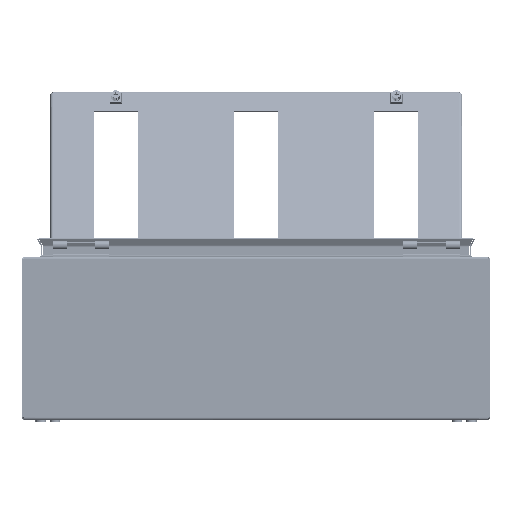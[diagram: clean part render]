
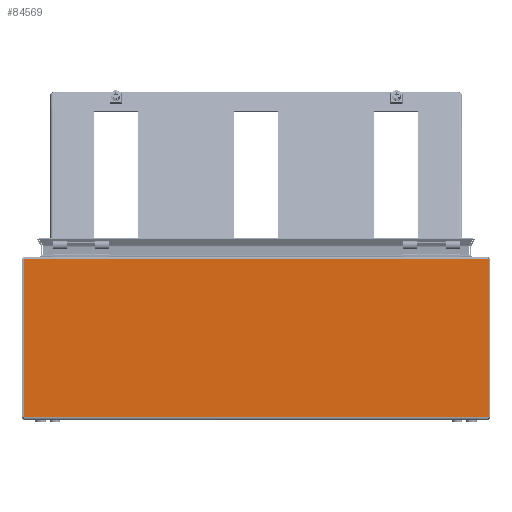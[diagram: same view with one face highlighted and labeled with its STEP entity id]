
A CAD part, front view. The second image highlights one B-rep face of the part: STEP entity #84569.
In plain terms, the highlighted planar face has unit normal (0, -1, 0).
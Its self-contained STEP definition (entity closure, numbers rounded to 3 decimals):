
#12677 = CARTESIAN_POINT ( 'NONE',  ( -248.5, -150., 172. ) ) ;
#12690 = FACE_OUTER_BOUND ( 'NONE', #32221, .T. ) ;
#12692 = PLANE ( 'NONE',  #136573 ) ;
#12695 = DIRECTION ( 'NONE',  ( 0., 1., 0. ) ) ;
#12696 = DIRECTION ( 'NONE',  ( 0., 0., 1. ) ) ;
#32221 = EDGE_LOOP ( 'NONE', ( #120640, #120641, #120643, #120644 ) ) ;
#40894 = VERTEX_POINT ( 'NONE', #126840 ) ;
#44281 = VERTEX_POINT ( 'NONE', #127167 ) ;
#44283 = VERTEX_POINT ( 'NONE', #127171 ) ;
#44287 = VERTEX_POINT ( 'NONE', #126091 ) ;
#84569 = ADVANCED_FACE ( 'NONE', ( #12690 ), #12692, .F. ) ;
#85275 = EDGE_CURVE ( 'NONE', #44281, #44283, #134401, .T. ) ;
#85278 = EDGE_CURVE ( 'NONE', #44287, #40894, #134400, .T. ) ;
#85280 = EDGE_CURVE ( 'NONE', #44283, #40894, #134403, .T. ) ;
#85283 = EDGE_CURVE ( 'NONE', #44281, #44287, #134407, .T. ) ;
#90002 = VECTOR ( 'NONE', #129590, 1000. ) ;
#90003 = VECTOR ( 'NONE', #129583, 1000. ) ;
#90004 = VECTOR ( 'NONE', #129581, 1000. ) ;
#90005 = VECTOR ( 'NONE', #134408, 1000. ) ;
#120640 = ORIENTED_EDGE ( 'NONE', *, *, #85280, .T. ) ;
#120641 = ORIENTED_EDGE ( 'NONE', *, *, #85278, .F. ) ;
#120643 = ORIENTED_EDGE ( 'NONE', *, *, #85283, .F. ) ;
#120644 = ORIENTED_EDGE ( 'NONE', *, *, #85275, .T. ) ;
#126091 = CARTESIAN_POINT ( 'NONE',  ( -248.4, -150., 1.5 ) ) ;
#126840 = CARTESIAN_POINT ( 'NONE',  ( -248.4, -150., 170.5 ) ) ;
#127167 = CARTESIAN_POINT ( 'NONE',  ( 248.4, -150., 1.5 ) ) ;
#127171 = CARTESIAN_POINT ( 'NONE',  ( 248.4, -150., 170.5 ) ) ;
#129581 = DIRECTION ( 'NONE',  ( 0., 0., 1. ) ) ;
#129582 = CARTESIAN_POINT ( 'NONE',  ( 247.793, -150., 170.5 ) ) ;
#129583 = DIRECTION ( 'NONE',  ( -1., 0., 0. ) ) ;
#129588 = CARTESIAN_POINT ( 'NONE',  ( -248.5, -150., 1.5 ) ) ;
#129590 = DIRECTION ( 'NONE',  ( -1., 0., 0. ) ) ;
#134400 = LINE ( 'NONE', #134409, #90004 ) ;
#134401 = LINE ( 'NONE', #134406, #90005 ) ;
#134403 = LINE ( 'NONE', #129582, #90003 ) ;
#134406 = CARTESIAN_POINT ( 'NONE',  ( 248.4, -150., 1.5 ) ) ;
#134407 = LINE ( 'NONE', #129588, #90002 ) ;
#134408 = DIRECTION ( 'NONE',  ( 0., 0., 1. ) ) ;
#134409 = CARTESIAN_POINT ( 'NONE',  ( -248.4, -150., 1.5 ) ) ;
#136573 = AXIS2_PLACEMENT_3D ( 'NONE', #12677, #12695, #12696 ) ;
